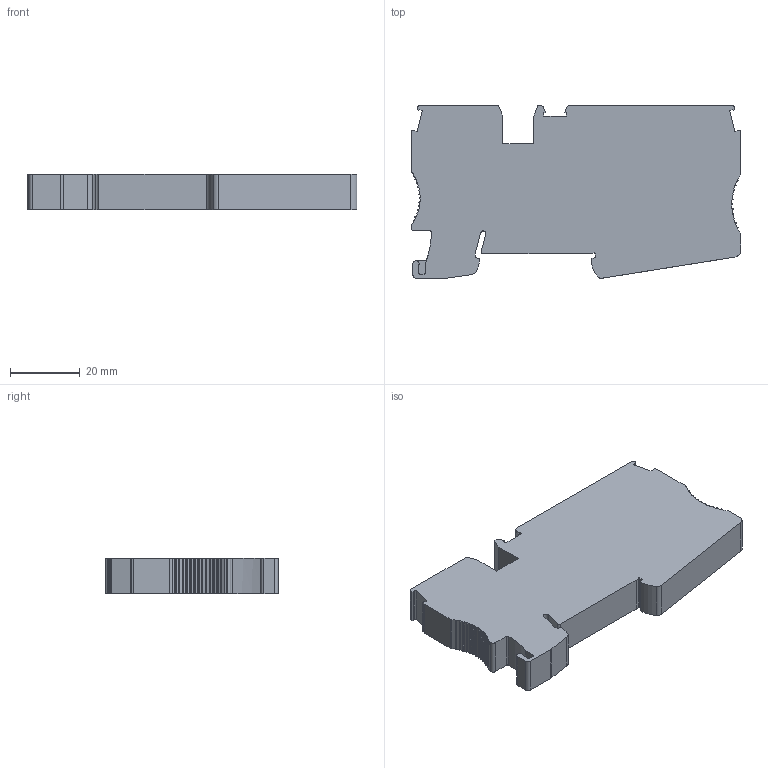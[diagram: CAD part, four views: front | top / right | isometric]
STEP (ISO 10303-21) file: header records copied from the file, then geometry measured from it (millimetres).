
FILE_DESCRIPTION((''),'2;1');
FILE_NAME('UJ5-10_1_2_BU_','2021-11-18T',('Administrator'),(''),'PRO/ENGINEER BY PARAMETRIC TECHNOLOGY CORPORATION, 2013230','PRO/ENGINEER BY PARAMETRIC TECHNOLOGY CORPORATION, 2013230','');
FILE_SCHEMA(('AUTOMOTIVE_DESIGN { 1 0 10303 214 1 1 1 1 }'));
Length unit declared in the file: millimetre
Products named in the file (1): UJ5-10_1_2_BU_
Bounding box: 94.8 x 49.6 x 10.2 mm (x, y, z)
Volume: 38787.3 mm3; surface area: 13342.1 mm2
Topology: 1 solids, 1 shells, 238 faces, 745 edges, 518 vertices
Faces by surface type: plane 140, cylinder 98
Entity records: 8506 total; most frequent: CARTESIAN_POINT 1512, ORIENTED_EDGE 1490, DIRECTION 1479, EDGE_CURVE 745, VERTEX_POINT 518, AXIS2_PLACEMENT_3D 498, VECTOR 483, LINE 483
